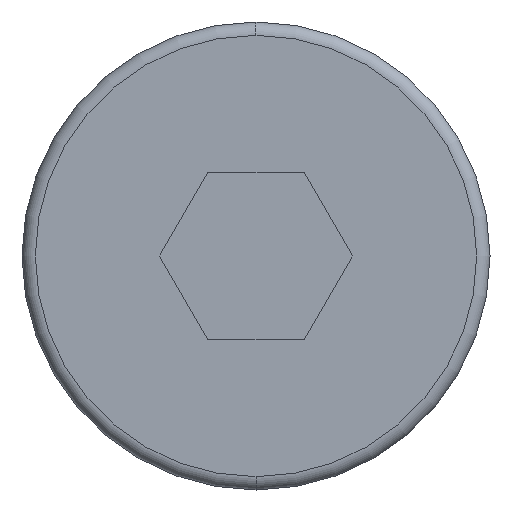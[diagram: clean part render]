
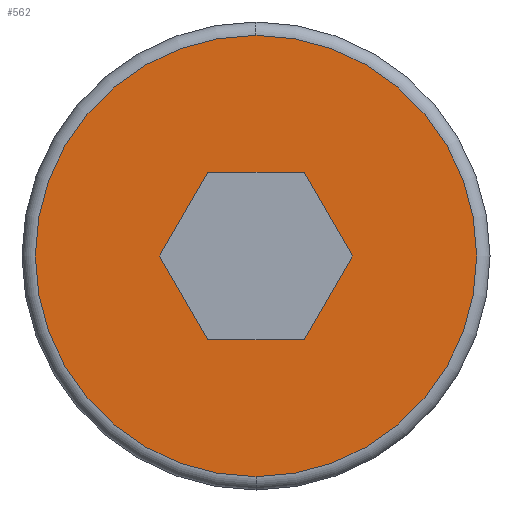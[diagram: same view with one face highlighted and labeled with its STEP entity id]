
A CAD part, left-side view. The second image highlights one B-rep face of the part: STEP entity #562.
In plain terms, the highlighted planar face has unit normal (-1, 0, 0).
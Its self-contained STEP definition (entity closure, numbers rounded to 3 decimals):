
#17 = VECTOR ( 'NONE', #398, 1000. ) ;
#22 = EDGE_LOOP ( 'NONE', ( #104, #306, #353, #314, #518, #500 ) ) ;
#36 = EDGE_LOOP ( 'NONE', ( #105, #269 ) ) ;
#45 = LINE ( 'NONE', #337, #17 ) ;
#58 = VECTOR ( 'NONE', #319, 1000. ) ;
#84 = CARTESIAN_POINT ( 'NONE',  ( -3.2, 0., 0. ) ) ;
#94 = DIRECTION ( 'NONE',  ( 0., -0.5, -0.866 ) ) ;
#104 = ORIENTED_EDGE ( 'NONE', *, *, #756, .F. ) ;
#105 = ORIENTED_EDGE ( 'NONE', *, *, #147, .T. ) ;
#126 = CARTESIAN_POINT ( 'NONE',  ( -3.2, -0.722, 1.25 ) ) ;
#135 = LINE ( 'NONE', #186, #290 ) ;
#141 = CARTESIAN_POINT ( 'NONE',  ( -3.2, -0.722, 1.25 ) ) ;
#147 = EDGE_CURVE ( 'NONE', #516, #315, #296, .T. ) ;
#156 = EDGE_CURVE ( 'NONE', #315, #516, #620, .T. ) ;
#159 = CARTESIAN_POINT ( 'NONE',  ( -3.2, -1.443, 0. ) ) ;
#161 = LINE ( 'NONE', #334, #646 ) ;
#186 = CARTESIAN_POINT ( 'NONE',  ( -3.2, 0.722, 1.25 ) ) ;
#217 = VERTEX_POINT ( 'NONE', #591 ) ;
#225 = LINE ( 'NONE', #126, #58 ) ;
#234 = DIRECTION ( 'NONE',  ( -1., 0., 0. ) ) ;
#236 = DIRECTION ( 'NONE',  ( 0., -1., 0. ) ) ;
#246 = VERTEX_POINT ( 'NONE', #671 ) ;
#256 = AXIS2_PLACEMENT_3D ( 'NONE', #393, #512, #769 ) ;
#269 = ORIENTED_EDGE ( 'NONE', *, *, #156, .T. ) ;
#281 = VERTEX_POINT ( 'NONE', #738 ) ;
#290 = VECTOR ( 'NONE', #630, 1000. ) ;
#296 = CIRCLE ( 'NONE', #649, 3.3 ) ;
#306 = ORIENTED_EDGE ( 'NONE', *, *, #806, .F. ) ;
#314 = ORIENTED_EDGE ( 'NONE', *, *, #675, .F. ) ;
#315 = VERTEX_POINT ( 'NONE', #776 ) ;
#319 = DIRECTION ( 'NONE',  ( 0., 0.5, 0.866 ) ) ;
#334 = CARTESIAN_POINT ( 'NONE',  ( -3.2, 0.722, -1.25 ) ) ;
#337 = CARTESIAN_POINT ( 'NONE',  ( -3.2, 1.443, 0. ) ) ;
#343 = DIRECTION ( 'NONE',  ( 0., 0., -1. ) ) ;
#351 = DIRECTION ( 'NONE',  ( 0., -0.5, 0.866 ) ) ;
#353 = ORIENTED_EDGE ( 'NONE', *, *, #578, .F. ) ;
#371 = LINE ( 'NONE', #681, #710 ) ;
#378 = EDGE_CURVE ( 'NONE', #709, #656, #135, .T. ) ;
#393 = CARTESIAN_POINT ( 'NONE',  ( -3.2, 0., 0. ) ) ;
#398 = DIRECTION ( 'NONE',  ( 0., 0.5, -0.866 ) ) ;
#404 = DIRECTION ( 'NONE',  ( 0., 0., -1. ) ) ;
#443 = VECTOR ( 'NONE', #351, 1000. ) ;
#500 = ORIENTED_EDGE ( 'NONE', *, *, #510, .F. ) ;
#503 = VERTEX_POINT ( 'NONE', #778 ) ;
#510 = EDGE_CURVE ( 'NONE', #246, #709, #225, .T. ) ;
#512 = DIRECTION ( 'NONE',  ( 1., 0., 0. ) ) ;
#514 = FACE_BOUND ( 'NONE', #22, .T. ) ;
#515 = PLANE ( 'NONE',  #256 ) ;
#516 = VERTEX_POINT ( 'NONE', #716 ) ;
#518 = ORIENTED_EDGE ( 'NONE', *, *, #378, .F. ) ;
#537 = DIRECTION ( 'NONE',  ( -1., 0., 0. ) ) ;
#562 = ADVANCED_FACE ( 'NONE', ( #514, #672 ), #515, .F. ) ;
#578 = EDGE_CURVE ( 'NONE', #281, #503, #161, .T. ) ;
#591 = CARTESIAN_POINT ( 'NONE',  ( -3.2, -0.722, -1.25 ) ) ;
#620 = CIRCLE ( 'NONE', #736, 3.3 ) ;
#624 = LINE ( 'NONE', #159, #443 ) ;
#630 = DIRECTION ( 'NONE',  ( 0., 1., 0. ) ) ;
#646 = VECTOR ( 'NONE', #94, 1000. ) ;
#649 = AXIS2_PLACEMENT_3D ( 'NONE', #782, #234, #343 ) ;
#656 = VERTEX_POINT ( 'NONE', #771 ) ;
#671 = CARTESIAN_POINT ( 'NONE',  ( -3.2, -1.443, 0. ) ) ;
#672 = FACE_OUTER_BOUND ( 'NONE', #36, .T. ) ;
#675 = EDGE_CURVE ( 'NONE', #656, #281, #45, .T. ) ;
#681 = CARTESIAN_POINT ( 'NONE',  ( -3.2, -0.722, -1.25 ) ) ;
#709 = VERTEX_POINT ( 'NONE', #141 ) ;
#710 = VECTOR ( 'NONE', #236, 1000. ) ;
#716 = CARTESIAN_POINT ( 'NONE',  ( -3.2, 0., -3.3 ) ) ;
#736 = AXIS2_PLACEMENT_3D ( 'NONE', #84, #537, #404 ) ;
#738 = CARTESIAN_POINT ( 'NONE',  ( -3.2, 1.443, 0. ) ) ;
#756 = EDGE_CURVE ( 'NONE', #217, #246, #624, .T. ) ;
#769 = DIRECTION ( 'NONE',  ( 0., 0., -1. ) ) ;
#771 = CARTESIAN_POINT ( 'NONE',  ( -3.2, 0.722, 1.25 ) ) ;
#776 = CARTESIAN_POINT ( 'NONE',  ( -3.2, 0., 3.3 ) ) ;
#778 = CARTESIAN_POINT ( 'NONE',  ( -3.2, 0.722, -1.25 ) ) ;
#782 = CARTESIAN_POINT ( 'NONE',  ( -3.2, 0., 0. ) ) ;
#806 = EDGE_CURVE ( 'NONE', #503, #217, #371, .T. ) ;
